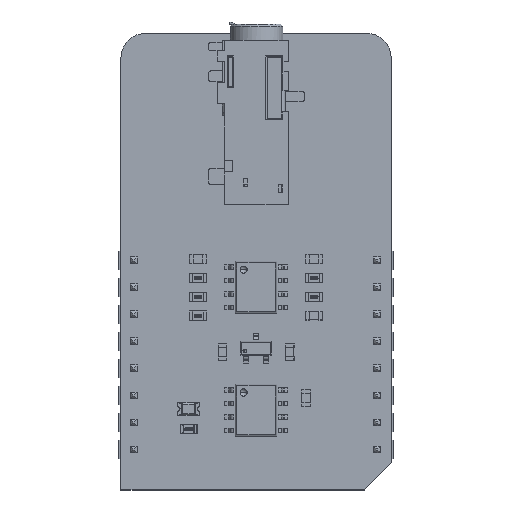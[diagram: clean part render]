
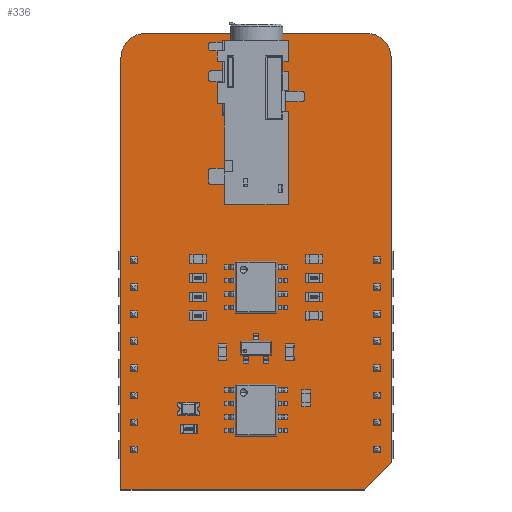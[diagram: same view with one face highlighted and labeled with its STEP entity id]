
A CAD part, top view. The second image highlights one B-rep face of the part: STEP entity #336.
In plain terms, the highlighted planar face has unit normal (0, 0, 1).
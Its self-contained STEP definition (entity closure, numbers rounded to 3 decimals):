
#107 = VERTEX_POINT('',#108);
#108 = CARTESIAN_POINT('',(-1.27,-3.81,0.));
#114 = EDGE_CURVE('',#107,#115,#117,.T.);
#115 = VERTEX_POINT('',#116);
#116 = CARTESIAN_POINT('',(-1.27,36.83,0.));
#117 = LINE('',#118,#119);
#118 = CARTESIAN_POINT('',(-1.27,-3.81,0.));
#119 = VECTOR('',#120,1.);
#120 = DIRECTION('',(0.,1.,0.));
#145 = EDGE_CURVE('',#115,#146,#148,.T.);
#146 = VERTEX_POINT('',#147);
#147 = CARTESIAN_POINT('',(1.016,39.116,0.));
#148 = CIRCLE('',#149,2.288);
#149 = AXIS2_PLACEMENT_3D('',#150,#151,#152);
#150 = CARTESIAN_POINT('',(1.018,36.828,0.));
#151 = DIRECTION('',(0.,0.,-1.));
#152 = DIRECTION('',(-1.,0.001,0.));
#178 = EDGE_CURVE('',#146,#179,#181,.T.);
#179 = VERTEX_POINT('',#180);
#180 = CARTESIAN_POINT('',(21.844,39.116,0.));
#181 = LINE('',#182,#183);
#182 = CARTESIAN_POINT('',(1.016,39.116,0.));
#183 = VECTOR('',#184,1.);
#184 = DIRECTION('',(1.,0.,0.));
#209 = EDGE_CURVE('',#179,#210,#212,.T.);
#210 = VERTEX_POINT('',#211);
#211 = CARTESIAN_POINT('',(24.13,36.83,0.));
#212 = CIRCLE('',#213,2.288);
#213 = AXIS2_PLACEMENT_3D('',#214,#215,#216);
#214 = CARTESIAN_POINT('',(21.842,36.828,0.));
#215 = DIRECTION('',(0.,0.,-1.));
#216 = DIRECTION('',(0.001,1.,0.));
#242 = EDGE_CURVE('',#210,#243,#245,.T.);
#243 = VERTEX_POINT('',#244);
#244 = CARTESIAN_POINT('',(24.13,-1.27,0.));
#245 = LINE('',#246,#247);
#246 = CARTESIAN_POINT('',(24.13,36.83,0.));
#247 = VECTOR('',#248,1.);
#248 = DIRECTION('',(0.,-1.,0.));
#273 = EDGE_CURVE('',#243,#274,#276,.T.);
#274 = VERTEX_POINT('',#275);
#275 = CARTESIAN_POINT('',(21.59,-3.81,0.));
#276 = LINE('',#277,#278);
#277 = CARTESIAN_POINT('',(24.13,-1.27,0.));
#278 = VECTOR('',#279,1.);
#279 = DIRECTION('',(-0.707,-0.707,0.));
#304 = EDGE_CURVE('',#274,#107,#305,.T.);
#305 = LINE('',#306,#307);
#306 = CARTESIAN_POINT('',(21.59,-3.81,0.));
#307 = VECTOR('',#308,1.);
#308 = DIRECTION('',(-1.,0.,0.));
#336 = ADVANCED_FACE('',(#337),#346,.T.);
#337 = FACE_BOUND('',#338,.F.);
#338 = EDGE_LOOP('',(#339,#340,#341,#342,#343,#344,#345));
#339 = ORIENTED_EDGE('',*,*,#114,.T.);
#340 = ORIENTED_EDGE('',*,*,#145,.T.);
#341 = ORIENTED_EDGE('',*,*,#178,.T.);
#342 = ORIENTED_EDGE('',*,*,#209,.T.);
#343 = ORIENTED_EDGE('',*,*,#242,.T.);
#344 = ORIENTED_EDGE('',*,*,#273,.T.);
#345 = ORIENTED_EDGE('',*,*,#304,.T.);
#346 = PLANE('',#347);
#347 = AXIS2_PLACEMENT_3D('',#348,#349,#350);
#348 = CARTESIAN_POINT('',(-1.27,-3.81,0.));
#349 = DIRECTION('',(0.,0.,1.));
#350 = DIRECTION('',(1.,0.,0.));
